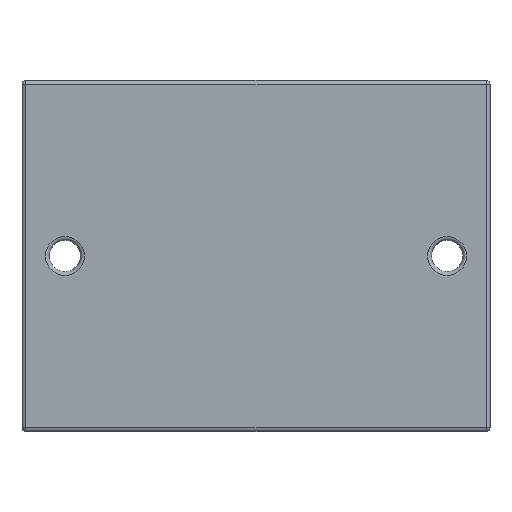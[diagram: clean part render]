
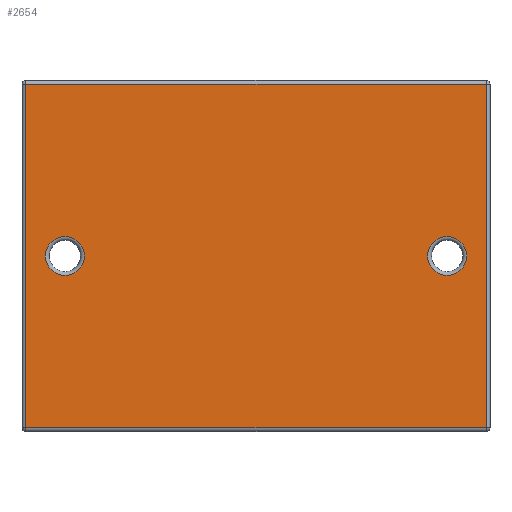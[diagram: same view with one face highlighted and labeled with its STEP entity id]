
A CAD part, front view. The second image highlights one B-rep face of the part: STEP entity #2654.
In plain terms, the highlighted planar face has unit normal (0, -1, 0).
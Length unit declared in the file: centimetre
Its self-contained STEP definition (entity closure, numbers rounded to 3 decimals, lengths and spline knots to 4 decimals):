
#113=LINE('',#4292,#317);
#114=LINE('',#4294,#318);
#115=LINE('',#4296,#319);
#116=LINE('',#4297,#320);
#317=VECTOR('',#3315,1.);
#318=VECTOR('',#3316,1.);
#319=VECTOR('',#3317,1.);
#320=VECTOR('',#3318,1.);
#493=PLANE('',#2850);
#607=FACE_BOUND('',#832,.T.);
#608=FACE_BOUND('',#833,.T.);
#640=FACE_OUTER_BOUND('',#831,.T.);
#831=EDGE_LOOP('',(#1913,#1914,#1915,#1916));
#832=EDGE_LOOP('',(#1917));
#833=EDGE_LOOP('',(#1918));
#1006=CIRCLE('',#2847,0.25);
#1008=CIRCLE('',#2851,0.25);
#1229=VERTEX_POINT('',#4284);
#1231=VERTEX_POINT('',#4290);
#1232=VERTEX_POINT('',#4291);
#1233=VERTEX_POINT('',#4293);
#1234=VERTEX_POINT('',#4295);
#1235=VERTEX_POINT('',#4298);
#1468=EDGE_CURVE('',#1229,#1229,#1006,.T.);
#1470=EDGE_CURVE('',#1231,#1232,#113,.T.);
#1471=EDGE_CURVE('',#1233,#1231,#114,.T.);
#1472=EDGE_CURVE('',#1234,#1233,#115,.T.);
#1473=EDGE_CURVE('',#1232,#1234,#116,.T.);
#1474=EDGE_CURVE('',#1235,#1235,#1008,.T.);
#1913=ORIENTED_EDGE('',*,*,#1470,.F.);
#1914=ORIENTED_EDGE('',*,*,#1471,.F.);
#1915=ORIENTED_EDGE('',*,*,#1472,.F.);
#1916=ORIENTED_EDGE('',*,*,#1473,.F.);
#1917=ORIENTED_EDGE('',*,*,#1474,.F.);
#1918=ORIENTED_EDGE('',*,*,#1468,.F.);
#2654=ADVANCED_FACE('',(#640,#607,#608),#493,.F.);
#2847=AXIS2_PLACEMENT_3D('',#4285,#3307,#3308);
#2850=AXIS2_PLACEMENT_3D('',#4289,#3313,#3314);
#2851=AXIS2_PLACEMENT_3D('',#4299,#3319,#3320);
#3307=DIRECTION('center_axis',(0.,-1.,0.));
#3308=DIRECTION('ref_axis',(-1.,0.,0.));
#3313=DIRECTION('center_axis',(0.,1.,0.));
#3314=DIRECTION('ref_axis',(0.,0.,1.));
#3315=DIRECTION('',(0.,0.,-1.));
#3316=DIRECTION('',(1.,0.,0.));
#3317=DIRECTION('',(0.,0.,1.));
#3318=DIRECTION('',(-1.,0.,0.));
#3319=DIRECTION('center_axis',(0.,-1.,0.));
#3320=DIRECTION('ref_axis',(-1.,0.,0.));
#4284=CARTESIAN_POINT('',(5.7,0.,2.25));
#4285=CARTESIAN_POINT('Origin',(5.45,0.,2.25));
#4289=CARTESIAN_POINT('Origin',(3.,0.,2.25));
#4290=CARTESIAN_POINT('',(5.95,0.,4.45));
#4291=CARTESIAN_POINT('',(5.95,0.,0.05));
#4292=CARTESIAN_POINT('',(5.95,0.,2.25));
#4293=CARTESIAN_POINT('',(0.05,0.,4.45));
#4294=CARTESIAN_POINT('',(3.,0.,4.45));
#4295=CARTESIAN_POINT('',(0.05,0.,0.05));
#4296=CARTESIAN_POINT('',(0.05,0.,2.25));
#4297=CARTESIAN_POINT('',(3.,0.,0.05));
#4298=CARTESIAN_POINT('',(0.8,0.,2.25));
#4299=CARTESIAN_POINT('Origin',(0.55,0.,2.25));
